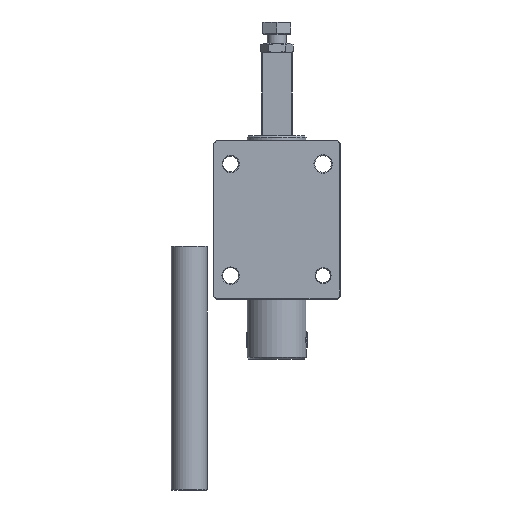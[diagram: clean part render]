
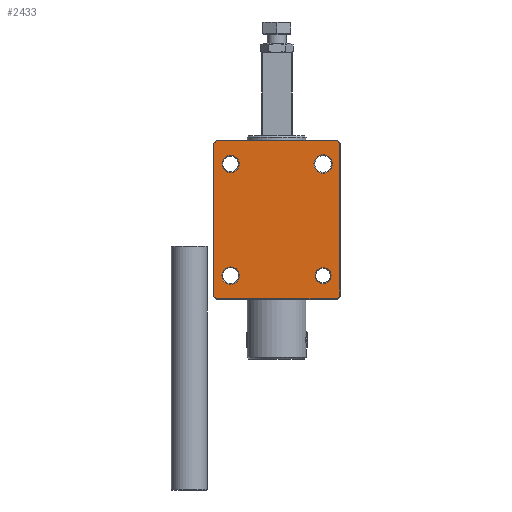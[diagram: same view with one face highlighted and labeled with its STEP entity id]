
A CAD part, front view. The second image highlights one B-rep face of the part: STEP entity #2433.
In plain terms, the highlighted planar face has unit normal (0, -1, 0).
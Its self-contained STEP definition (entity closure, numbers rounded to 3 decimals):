
#405 = EDGE_CURVE ( 'NONE', #9837, #9835, #596, .T. ) ;
#414 = EDGE_CURVE ( 'NONE', #9834, #9831, #602, .T. ) ;
#422 = EDGE_CURVE ( 'NONE', #9830, #9826, #608, .T. ) ;
#431 = EDGE_CURVE ( 'NONE', #9426, #9429, #614, .T. ) ;
#461 = EDGE_CURVE ( 'NONE', #9428, #9542, #644, .T. ) ;
#463 = EDGE_CURVE ( 'NONE', #9542, #9845, #640, .T. ) ;
#465 = EDGE_CURVE ( 'NONE', #9845, #9850, #648, .T. ) ;
#467 = EDGE_CURVE ( 'NONE', #9850, #11356, #650, .T. ) ;
#469 = EDGE_CURVE ( 'NONE', #11356, #11354, #652, .T. ) ;
#472 = EDGE_CURVE ( 'NONE', #11354, #9522, #654, .T. ) ;
#474 = EDGE_CURVE ( 'NONE', #9522, #9540, #656, .T. ) ;
#476 = EDGE_CURVE ( 'NONE', #9540, #9428, #658, .T. ) ;
#478 = EDGE_CURVE ( 'NONE', #9429, #9426, #660, .T. ) ;
#480 = EDGE_CURVE ( 'NONE', #9826, #9830, #662, .T. ) ;
#482 = EDGE_CURVE ( 'NONE', #9831, #9834, #663, .T. ) ;
#484 = EDGE_CURVE ( 'NONE', #9835, #9837, #664, .T. ) ;
#596 = CIRCLE ( 'NONE', #8767, 5.465 ) ;
#602 = CIRCLE ( 'NONE', #8769, 5.023 ) ;
#608 = CIRCLE ( 'NONE', #8771, 5.752 ) ;
#614 = CIRCLE ( 'NONE', #8773, 5.378 ) ;
#640 = LINE ( 'NONE', #1153, #649 ) ;
#644 = LINE ( 'NONE', #1158, #647 ) ;
#647 = VECTOR ( 'NONE', #1159, 1000. ) ;
#648 = LINE ( 'NONE', #1161, #651 ) ;
#649 = VECTOR ( 'NONE', #1160, 1000. ) ;
#650 = LINE ( 'NONE', #1163, #653 ) ;
#651 = VECTOR ( 'NONE', #1162, 1000. ) ;
#652 = LINE ( 'NONE', #1165, #655 ) ;
#653 = VECTOR ( 'NONE', #1164, 1000. ) ;
#654 = LINE ( 'NONE', #1167, #657 ) ;
#655 = VECTOR ( 'NONE', #1166, 1000. ) ;
#656 = LINE ( 'NONE', #1169, #659 ) ;
#657 = VECTOR ( 'NONE', #1168, 1000. ) ;
#658 = LINE ( 'NONE', #1171, #661 ) ;
#659 = VECTOR ( 'NONE', #1170, 1000. ) ;
#660 = CIRCLE ( 'NONE', #8774, 5.378 ) ;
#661 = VECTOR ( 'NONE', #1172, 1000. ) ;
#662 = CIRCLE ( 'NONE', #8775, 5.752 ) ;
#663 = CIRCLE ( 'NONE', #8776, 5.023 ) ;
#664 = CIRCLE ( 'NONE', #8777, 5.465 ) ;
#1101 = CARTESIAN_POINT ( 'NONE',  ( -29., -4., -35. ) ) ;
#1102 = DIRECTION ( 'NONE',  ( 0., 1., 0. ) ) ;
#1103 = DIRECTION ( 'NONE',  ( 0., 0., -1. ) ) ;
#1111 = CARTESIAN_POINT ( 'NONE',  ( 29., -4., -35. ) ) ;
#1112 = DIRECTION ( 'NONE',  ( 0., 1., 0. ) ) ;
#1113 = DIRECTION ( 'NONE',  ( 0., 0., -1. ) ) ;
#1121 = CARTESIAN_POINT ( 'NONE',  ( 29., -4., 35. ) ) ;
#1122 = DIRECTION ( 'NONE',  ( 0., 1., 0. ) ) ;
#1123 = DIRECTION ( 'NONE',  ( 0., 0., -1. ) ) ;
#1132 = CARTESIAN_POINT ( 'NONE',  ( -29., -4., 35. ) ) ;
#1133 = DIRECTION ( 'NONE',  ( 0., 1., 0. ) ) ;
#1134 = DIRECTION ( 'NONE',  ( 0., 0., -1. ) ) ;
#1153 = CARTESIAN_POINT ( 'NONE',  ( -39.5, -4., -87.3 ) ) ;
#1158 = CARTESIAN_POINT ( 'NONE',  ( -39.646, -4., 47.646 ) ) ;
#1159 = DIRECTION ( 'NONE',  ( -0.707, 0., -0.707 ) ) ;
#1160 = DIRECTION ( 'NONE',  ( 0., 0., -1. ) ) ;
#1161 = CARTESIAN_POINT ( 'NONE',  ( -37.646, -4., -49.646 ) ) ;
#1162 = DIRECTION ( 'NONE',  ( 0.707, 0., -0.707 ) ) ;
#1163 = CARTESIAN_POINT ( 'NONE',  ( 38., -4., -49.5 ) ) ;
#1164 = DIRECTION ( 'NONE',  ( 1., 0., 0. ) ) ;
#1165 = CARTESIAN_POINT ( 'NONE',  ( 39.646, -4., -47.646 ) ) ;
#1166 = DIRECTION ( 'NONE',  ( 0.707, 0., 0.707 ) ) ;
#1167 = CARTESIAN_POINT ( 'NONE',  ( 39.5, -4., 48. ) ) ;
#1168 = DIRECTION ( 'NONE',  ( 0., 0., 1. ) ) ;
#1169 = CARTESIAN_POINT ( 'NONE',  ( 37.646, -4., 49.646 ) ) ;
#1170 = DIRECTION ( 'NONE',  ( -0.707, 0., 0.707 ) ) ;
#1171 = CARTESIAN_POINT ( 'NONE',  ( -38., -4., 49.5 ) ) ;
#1172 = DIRECTION ( 'NONE',  ( -1., 0., 0. ) ) ;
#1173 = CARTESIAN_POINT ( 'NONE',  ( -29., -4., 35. ) ) ;
#1174 = DIRECTION ( 'NONE',  ( 0., 1., 0. ) ) ;
#1175 = DIRECTION ( 'NONE',  ( 0., 0., -1. ) ) ;
#1176 = CARTESIAN_POINT ( 'NONE',  ( 29., -4., 35. ) ) ;
#1177 = DIRECTION ( 'NONE',  ( 0., 1., 0. ) ) ;
#1178 = DIRECTION ( 'NONE',  ( 0., 0., -1. ) ) ;
#1181 = CARTESIAN_POINT ( 'NONE',  ( 29., -4., -35. ) ) ;
#1182 = DIRECTION ( 'NONE',  ( 0., 1., 0. ) ) ;
#1183 = DIRECTION ( 'NONE',  ( 0., 0., -1. ) ) ;
#1186 = CARTESIAN_POINT ( 'NONE',  ( -29., -4., -35. ) ) ;
#1187 = DIRECTION ( 'NONE',  ( 0., 1., 0. ) ) ;
#1188 = DIRECTION ( 'NONE',  ( 0., 0., -1. ) ) ;
#1464 = DIRECTION ( 'NONE',  ( 0., -1., 0. ) ) ;
#1467 = CARTESIAN_POINT ( 'NONE',  ( 0., -4., -87.3 ) ) ;
#1470 = PLANE ( 'NONE',  #1952 ) ;
#1473 = DIRECTION ( 'NONE',  ( 0., 0., -1. ) ) ;
#1952 = AXIS2_PLACEMENT_3D ( 'NONE', #1467, #1464, #1473 ) ;
#2433 = ADVANCED_FACE ( 'NONE', ( #2852, #2856, #2854, #2855, #2853 ), #1470, .T. ) ;
#2852 = FACE_OUTER_BOUND ( 'NONE', #9957, .T. ) ;
#2853 = FACE_BOUND ( 'NONE', #9960, .T. ) ;
#2854 = FACE_BOUND ( 'NONE', #9958, .T. ) ;
#2855 = FACE_BOUND ( 'NONE', #9959, .T. ) ;
#2856 = FACE_BOUND ( 'NONE', #9953, .T. ) ;
#8767 = AXIS2_PLACEMENT_3D ( 'NONE', #1101, #1102, #1103 ) ;
#8769 = AXIS2_PLACEMENT_3D ( 'NONE', #1111, #1112, #1113 ) ;
#8771 = AXIS2_PLACEMENT_3D ( 'NONE', #1121, #1122, #1123 ) ;
#8773 = AXIS2_PLACEMENT_3D ( 'NONE', #1132, #1133, #1134 ) ;
#8774 = AXIS2_PLACEMENT_3D ( 'NONE', #1173, #1174, #1175 ) ;
#8775 = AXIS2_PLACEMENT_3D ( 'NONE', #1176, #1177, #1178 ) ;
#8776 = AXIS2_PLACEMENT_3D ( 'NONE', #1181, #1182, #1183 ) ;
#8777 = AXIS2_PLACEMENT_3D ( 'NONE', #1186, #1187, #1188 ) ;
#9426 = VERTEX_POINT ( 'NONE', #20757 ) ;
#9428 = VERTEX_POINT ( 'NONE', #20761 ) ;
#9429 = VERTEX_POINT ( 'NONE', #20758 ) ;
#9522 = VERTEX_POINT ( 'NONE', #20852 ) ;
#9540 = VERTEX_POINT ( 'NONE', #20870 ) ;
#9542 = VERTEX_POINT ( 'NONE', #20872 ) ;
#9826 = VERTEX_POINT ( 'NONE', #20881 ) ;
#9830 = VERTEX_POINT ( 'NONE', #20884 ) ;
#9831 = VERTEX_POINT ( 'NONE', #20885 ) ;
#9834 = VERTEX_POINT ( 'NONE', #20888 ) ;
#9835 = VERTEX_POINT ( 'NONE', #20889 ) ;
#9837 = VERTEX_POINT ( 'NONE', #20891 ) ;
#9845 = VERTEX_POINT ( 'NONE', #20899 ) ;
#9850 = VERTEX_POINT ( 'NONE', #20904 ) ;
#9953 = EDGE_LOOP ( 'NONE', ( #19206, #19205 ) ) ;
#9957 = EDGE_LOOP ( 'NONE', ( #19209, #19140, #19137, #19208, #19138, #19135, #19207, #19136 ) ) ;
#9958 = EDGE_LOOP ( 'NONE', ( #19204, #19203 ) ) ;
#9959 = EDGE_LOOP ( 'NONE', ( #19202, #19201 ) ) ;
#9960 = EDGE_LOOP ( 'NONE', ( #19200, #19199 ) ) ;
#11354 = VERTEX_POINT ( 'NONE', #20915 ) ;
#11356 = VERTEX_POINT ( 'NONE', #20913 ) ;
#19135 = ORIENTED_EDGE ( 'NONE', *, *, #472, .T. ) ;
#19136 = ORIENTED_EDGE ( 'NONE', *, *, #476, .T. ) ;
#19137 = ORIENTED_EDGE ( 'NONE', *, *, #465, .T. ) ;
#19138 = ORIENTED_EDGE ( 'NONE', *, *, #469, .T. ) ;
#19140 = ORIENTED_EDGE ( 'NONE', *, *, #463, .T. ) ;
#19199 = ORIENTED_EDGE ( 'NONE', *, *, #484, .T. ) ;
#19200 = ORIENTED_EDGE ( 'NONE', *, *, #405, .T. ) ;
#19201 = ORIENTED_EDGE ( 'NONE', *, *, #482, .T. ) ;
#19202 = ORIENTED_EDGE ( 'NONE', *, *, #414, .T. ) ;
#19203 = ORIENTED_EDGE ( 'NONE', *, *, #480, .T. ) ;
#19204 = ORIENTED_EDGE ( 'NONE', *, *, #422, .T. ) ;
#19205 = ORIENTED_EDGE ( 'NONE', *, *, #478, .T. ) ;
#19206 = ORIENTED_EDGE ( 'NONE', *, *, #431, .T. ) ;
#19207 = ORIENTED_EDGE ( 'NONE', *, *, #474, .T. ) ;
#19208 = ORIENTED_EDGE ( 'NONE', *, *, #467, .T. ) ;
#19209 = ORIENTED_EDGE ( 'NONE', *, *, #461, .T. ) ;
#20757 = CARTESIAN_POINT ( 'NONE',  ( -29., -4., 29.622 ) ) ;
#20758 = CARTESIAN_POINT ( 'NONE',  ( -29., -4., 40.378 ) ) ;
#20761 = CARTESIAN_POINT ( 'NONE',  ( -37.793, -4., 49.5 ) ) ;
#20852 = CARTESIAN_POINT ( 'NONE',  ( 39.5, -4., 47.793 ) ) ;
#20870 = CARTESIAN_POINT ( 'NONE',  ( 37.793, -4., 49.5 ) ) ;
#20872 = CARTESIAN_POINT ( 'NONE',  ( -39.5, -4., 47.793 ) ) ;
#20881 = CARTESIAN_POINT ( 'NONE',  ( 29., -4., 40.752 ) ) ;
#20884 = CARTESIAN_POINT ( 'NONE',  ( 29., -4., 29.248 ) ) ;
#20885 = CARTESIAN_POINT ( 'NONE',  ( 29., -4., -29.977 ) ) ;
#20888 = CARTESIAN_POINT ( 'NONE',  ( 29., -4., -40.023 ) ) ;
#20889 = CARTESIAN_POINT ( 'NONE',  ( -29., -4., -29.535 ) ) ;
#20891 = CARTESIAN_POINT ( 'NONE',  ( -29., -4., -40.465 ) ) ;
#20899 = CARTESIAN_POINT ( 'NONE',  ( -39.5, -4., -47.793 ) ) ;
#20904 = CARTESIAN_POINT ( 'NONE',  ( -37.793, -4., -49.5 ) ) ;
#20913 = CARTESIAN_POINT ( 'NONE',  ( 37.793, -4., -49.5 ) ) ;
#20915 = CARTESIAN_POINT ( 'NONE',  ( 39.5, -4., -47.793 ) ) ;
